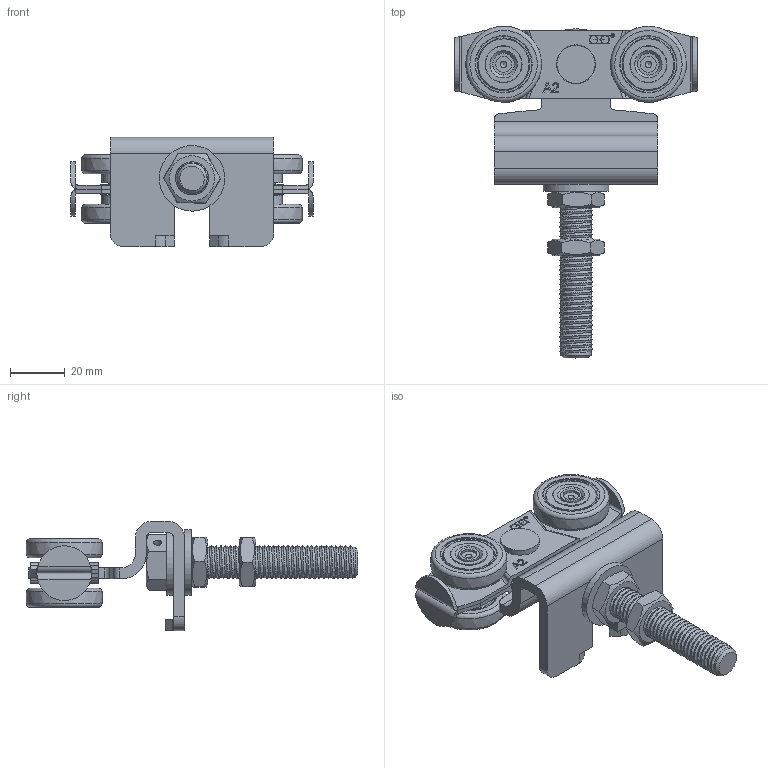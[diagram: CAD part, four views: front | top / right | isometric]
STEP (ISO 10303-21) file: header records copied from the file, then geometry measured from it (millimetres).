
FILE_DESCRIPTION((''),'2;1');
FILE_NAME('9232.stp','2011-09-06T17:04:02',('Lionel'),(''),'Autodesk Inventor 2011','Autodesk Inventor 2011','');
FILE_SCHEMA(('AUTOMOTIVE_DESIGN { 1 0 10303 214 1 1 1 1 }'));
Length unit declared in the file: millimetre
Products named in the file (11): 9232; 16562; 16357; 16940; 16939MONT; 16350; vis TH M12x70; vis TH M12x70 corps; vis TH M12x70 helicoidal; ISO 7089 12 - 140 HV; ISO 4035  (Taraudage usuel) M12
Assembly tree (17 placements, depth 3):
  9232
    16562  x2
    16357
    16940  x4
    16939MONT  x2
    16350
    vis TH M12x70
      vis TH M12x70 corps
      vis TH M12x70 helicoidal
    ISO 7089 12 - 140 HV  x2
    ISO 4035  (Taraudage usuel) M12  x2
Bounding box: 88.6 x 121.5 x 40 mm (x, y, z)
Volume: 56439.3 mm3; surface area: 48518.7 mm2
Topology: 16 solids, 16 shells, 656 faces, 1541 edges, 993 vertices
Faces by surface type: plane 375, cylinder 154, cone 62, torus 33, bspline 28, sphere 4
Full cylindrical faces by diameter (mm): 1.151 x2, 1.25 x2, 3 x1, 5.9 x4, 7.85 x4, 8 x4, 10.106 x2, 11 x1, 13 x2, 13.314 x8, 13.535 x4, 13.565 x4, 14 x1, 14.2 x3, 16 x1, 18.52 x8, 19.314 x8, 24 x2
Entity records: 15214 total; most frequent: CARTESIAN_POINT 6647, DIRECTION 1702, ORIENTED_EDGE 1622, EDGE_CURVE 811, AXIS2_PLACEMENT_3D 571, VECTOR 560, LINE 560, VERTEX_POINT 558
